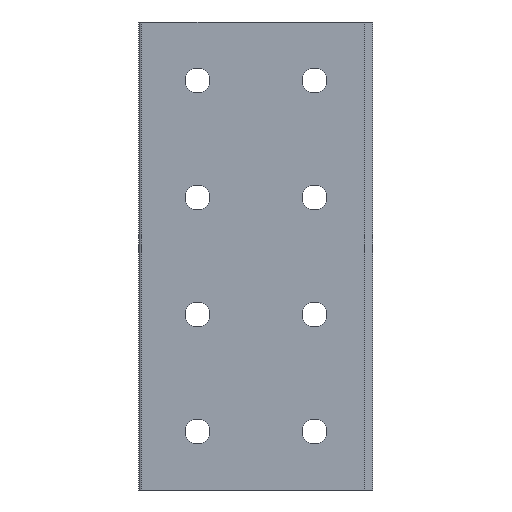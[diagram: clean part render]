
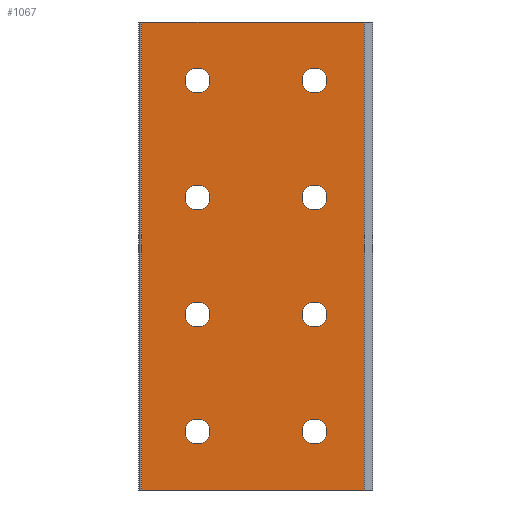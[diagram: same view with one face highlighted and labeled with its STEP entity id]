
A CAD part, left-side view. The second image highlights one B-rep face of the part: STEP entity #1067.
In plain terms, the highlighted planar face has unit normal (-1, 0, 0).
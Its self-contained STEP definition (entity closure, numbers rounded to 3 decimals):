
#37=LINE('',#1850,#73);
#41=LINE('',#1864,#77);
#42=LINE('',#1867,#78);
#43=LINE('',#1868,#79);
#73=VECTOR('',#1545,76.);
#77=VECTOR('',#1559,160.);
#78=VECTOR('',#1562,160.);
#79=VECTOR('',#1563,76.);
#111=PLANE('',#1225);
#169=FACE_BOUND('',#422,.T.);
#170=FACE_BOUND('',#423,.T.);
#171=FACE_BOUND('',#424,.T.);
#172=FACE_BOUND('',#425,.T.);
#173=FACE_BOUND('',#426,.T.);
#174=FACE_BOUND('',#427,.T.);
#175=FACE_BOUND('',#428,.T.);
#176=FACE_BOUND('',#429,.T.);
#221=CIRCLE('',#1183,4.25);
#222=CIRCLE('',#1185,4.25);
#223=CIRCLE('',#1187,4.25);
#224=CIRCLE('',#1189,4.25);
#233=CIRCLE('',#1208,4.25);
#234=CIRCLE('',#1210,4.25);
#235=CIRCLE('',#1212,4.25);
#236=CIRCLE('',#1214,4.25);
#303=FACE_OUTER_BOUND('',#421,.T.);
#421=EDGE_LOOP('',(#905,#906,#907,#908));
#422=EDGE_LOOP('',(#909));
#423=EDGE_LOOP('',(#910));
#424=EDGE_LOOP('',(#911));
#425=EDGE_LOOP('',(#912));
#426=EDGE_LOOP('',(#913));
#427=EDGE_LOOP('',(#914));
#428=EDGE_LOOP('',(#915));
#429=EDGE_LOOP('',(#916));
#555=VERTEX_POINT('',#1780);
#556=VERTEX_POINT('',#1783);
#557=VERTEX_POINT('',#1786);
#558=VERTEX_POINT('',#1789);
#567=VERTEX_POINT('',#1818);
#568=VERTEX_POINT('',#1821);
#569=VERTEX_POINT('',#1824);
#570=VERTEX_POINT('',#1827);
#578=VERTEX_POINT('',#1847);
#579=VERTEX_POINT('',#1849);
#583=VERTEX_POINT('',#1860);
#585=VERTEX_POINT('',#1866);
#671=EDGE_CURVE('',#555,#555,#221,.T.);
#672=EDGE_CURVE('',#556,#556,#222,.T.);
#673=EDGE_CURVE('',#557,#557,#223,.T.);
#674=EDGE_CURVE('',#558,#558,#224,.T.);
#684=EDGE_CURVE('',#567,#567,#233,.T.);
#685=EDGE_CURVE('',#568,#568,#234,.T.);
#686=EDGE_CURVE('',#569,#569,#235,.T.);
#687=EDGE_CURVE('',#570,#570,#236,.T.);
#697=EDGE_CURVE('',#579,#578,#37,.T.);
#705=EDGE_CURVE('',#579,#583,#41,.T.);
#706=EDGE_CURVE('',#585,#578,#42,.T.);
#707=EDGE_CURVE('',#585,#583,#43,.T.);
#905=ORIENTED_EDGE('',*,*,#705,.F.);
#906=ORIENTED_EDGE('',*,*,#697,.T.);
#907=ORIENTED_EDGE('',*,*,#706,.F.);
#908=ORIENTED_EDGE('',*,*,#707,.T.);
#909=ORIENTED_EDGE('',*,*,#684,.T.);
#910=ORIENTED_EDGE('',*,*,#674,.T.);
#911=ORIENTED_EDGE('',*,*,#685,.T.);
#912=ORIENTED_EDGE('',*,*,#686,.T.);
#913=ORIENTED_EDGE('',*,*,#687,.T.);
#914=ORIENTED_EDGE('',*,*,#671,.T.);
#915=ORIENTED_EDGE('',*,*,#672,.T.);
#916=ORIENTED_EDGE('',*,*,#673,.T.);
#1067=ADVANCED_FACE('',(#303,#169,#170,#171,#172,#173,#174,#175,#176),#111,
 .T.);
#1183=AXIS2_PLACEMENT_3D('',#1781,#1463,#1464);
#1185=AXIS2_PLACEMENT_3D('',#1784,#1467,#1468);
#1187=AXIS2_PLACEMENT_3D('',#1787,#1471,#1472);
#1189=AXIS2_PLACEMENT_3D('',#1790,#1475,#1476);
#1208=AXIS2_PLACEMENT_3D('',#1819,#1514,#1515);
#1210=AXIS2_PLACEMENT_3D('',#1822,#1518,#1519);
#1212=AXIS2_PLACEMENT_3D('',#1825,#1522,#1523);
#1214=AXIS2_PLACEMENT_3D('',#1828,#1526,#1527);
#1225=AXIS2_PLACEMENT_3D('',#1865,#1560,#1561);
#1463=DIRECTION('center_axis',(1.,0.,0.));
#1464=DIRECTION('ref_axis',(0.,0.,1.));
#1467=DIRECTION('center_axis',(1.,0.,0.));
#1468=DIRECTION('ref_axis',(0.,0.,1.));
#1471=DIRECTION('center_axis',(1.,0.,0.));
#1472=DIRECTION('ref_axis',(0.,0.,1.));
#1475=DIRECTION('center_axis',(1.,0.,0.));
#1476=DIRECTION('ref_axis',(0.,0.,1.));
#1514=DIRECTION('center_axis',(1.,0.,0.));
#1515=DIRECTION('ref_axis',(0.,0.,1.));
#1518=DIRECTION('center_axis',(1.,0.,0.));
#1519=DIRECTION('ref_axis',(0.,0.,1.));
#1522=DIRECTION('center_axis',(1.,0.,0.));
#1523=DIRECTION('ref_axis',(0.,0.,1.));
#1526=DIRECTION('center_axis',(1.,0.,0.));
#1527=DIRECTION('ref_axis',(0.,0.,1.));
#1545=DIRECTION('',(0.,-1.,0.));
#1559=DIRECTION('',(0.,0.,1.));
#1560=DIRECTION('center_axis',(-1.,0.,0.));
#1561=DIRECTION('ref_axis',(0.,0.,1.));
#1562=DIRECTION('',(0.,0.,-1.));
#1563=DIRECTION('',(0.,1.,0.));
#1780=CARTESIAN_POINT('',(-38.525,-28.411,144.25));
#1781=CARTESIAN_POINT('Origin',(-38.525,-28.411,140.));
#1783=CARTESIAN_POINT('',(-38.525,-28.411,64.25));
#1784=CARTESIAN_POINT('Origin',(-38.525,-28.411,60.));
#1786=CARTESIAN_POINT('',(-38.525,-28.411,24.25));
#1787=CARTESIAN_POINT('Origin',(-38.525,-28.411,20.));
#1789=CARTESIAN_POINT('',(-38.525,-28.411,104.25));
#1790=CARTESIAN_POINT('Origin',(-38.525,-28.411,100.));
#1818=CARTESIAN_POINT('',(-38.525,11.589,24.25));
#1819=CARTESIAN_POINT('Origin',(-38.525,11.589,20.));
#1821=CARTESIAN_POINT('',(-38.525,11.589,144.25));
#1822=CARTESIAN_POINT('Origin',(-38.525,11.589,140.));
#1824=CARTESIAN_POINT('',(-38.525,11.589,64.25));
#1825=CARTESIAN_POINT('Origin',(-38.525,11.589,60.));
#1827=CARTESIAN_POINT('',(-38.525,11.589,104.25));
#1828=CARTESIAN_POINT('Origin',(-38.525,11.589,100.));
#1847=CARTESIAN_POINT('',(-38.525,-45.411,0.));
#1849=CARTESIAN_POINT('',(-38.525,30.589,0.));
#1850=CARTESIAN_POINT('',(-38.525,31.589,0.));
#1860=CARTESIAN_POINT('',(-38.525,30.589,160.));
#1864=CARTESIAN_POINT('',(-38.525,30.589,0.));
#1865=CARTESIAN_POINT('Origin',(-38.525,-48.411,0.));
#1866=CARTESIAN_POINT('',(-38.525,-45.411,160.));
#1867=CARTESIAN_POINT('',(-38.525,-45.411,0.));
#1868=CARTESIAN_POINT('',(-38.525,31.589,160.));
